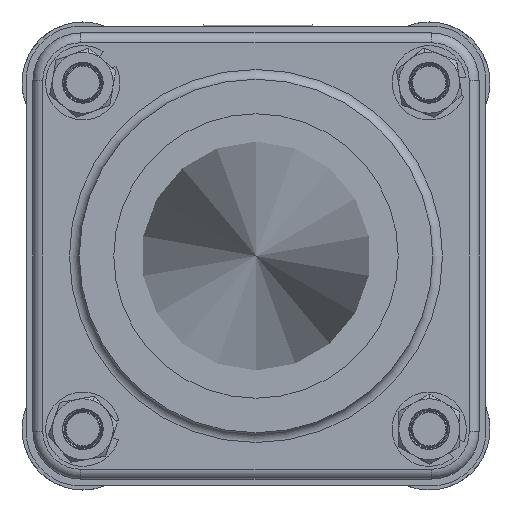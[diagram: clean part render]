
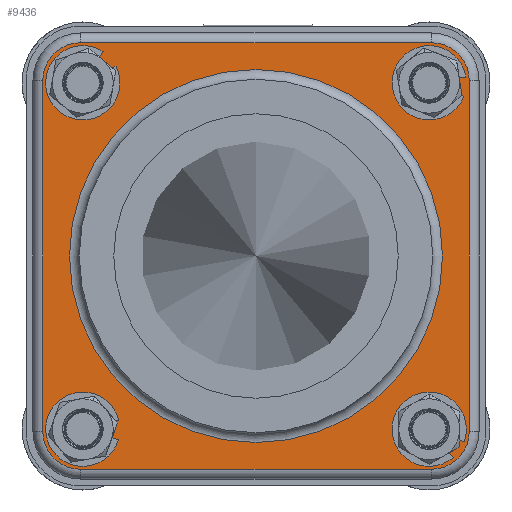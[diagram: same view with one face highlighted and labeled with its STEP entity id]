
A CAD part, front view. The second image highlights one B-rep face of the part: STEP entity #9436.
In plain terms, the highlighted face is planar.
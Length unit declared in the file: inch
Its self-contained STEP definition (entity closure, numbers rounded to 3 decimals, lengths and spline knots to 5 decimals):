
#193=FACE_BOUND('',#2061,.T.);
#194=FACE_BOUND('',#2062,.T.);
#195=FACE_BOUND('',#2063,.T.);
#196=FACE_BOUND('',#2064,.T.);
#197=FACE_BOUND('',#2065,.T.);
#466=PLANE('',#10382);
#931=CIRCLE('',#10380,1.725);
#932=CIRCLE('',#10381,1.725);
#933=CIRCLE('',#10383,0.35);
#934=CIRCLE('',#10384,0.35);
#935=CIRCLE('',#10385,0.35);
#936=CIRCLE('',#10386,0.35);
#937=CIRCLE('',#10387,0.219);
#938=CIRCLE('',#10388,0.219);
#939=CIRCLE('',#10389,0.219);
#940=CIRCLE('',#10390,0.219);
#1466=FACE_OUTER_BOUND('',#2060,.T.);
#2060=EDGE_LOOP('',(#7893,#7894,#7895,#7896,#7897,#7898,#7899,#7900));
#2061=EDGE_LOOP('',(#7901));
#2062=EDGE_LOOP('',(#7902));
#2063=EDGE_LOOP('',(#7903));
#2064=EDGE_LOOP('',(#7904));
#2065=EDGE_LOOP('',(#7905,#7906));
#3013=LINE('',#20608,#3620);
#3014=LINE('',#20612,#3621);
#3015=LINE('',#20616,#3622);
#3016=LINE('',#20620,#3623);
#3620=VECTOR('',#12264,0.3937);
#3621=VECTOR('',#12267,0.3937);
#3622=VECTOR('',#12270,0.3937);
#3623=VECTOR('',#12273,0.3937);
#4425=VERTEX_POINT('',#20600);
#4426=VERTEX_POINT('',#20602);
#4427=VERTEX_POINT('',#20606);
#4428=VERTEX_POINT('',#20607);
#4429=VERTEX_POINT('',#20609);
#4430=VERTEX_POINT('',#20611);
#4431=VERTEX_POINT('',#20613);
#4432=VERTEX_POINT('',#20615);
#4433=VERTEX_POINT('',#20617);
#4434=VERTEX_POINT('',#20619);
#4435=VERTEX_POINT('',#20622);
#4436=VERTEX_POINT('',#20624);
#4437=VERTEX_POINT('',#20626);
#4438=VERTEX_POINT('',#20628);
#5641=EDGE_CURVE('',#4425,#4426,#931,.T.);
#5642=EDGE_CURVE('',#4426,#4425,#932,.T.);
#5643=EDGE_CURVE('',#4427,#4428,#3013,.T.);
#5644=EDGE_CURVE('',#4429,#4427,#933,.T.);
#5645=EDGE_CURVE('',#4430,#4429,#3014,.T.);
#5646=EDGE_CURVE('',#4431,#4430,#934,.T.);
#5647=EDGE_CURVE('',#4432,#4431,#3015,.T.);
#5648=EDGE_CURVE('',#4433,#4432,#935,.T.);
#5649=EDGE_CURVE('',#4434,#4433,#3016,.T.);
#5650=EDGE_CURVE('',#4428,#4434,#936,.T.);
#5651=EDGE_CURVE('',#4435,#4435,#937,.T.);
#5652=EDGE_CURVE('',#4436,#4436,#938,.T.);
#5653=EDGE_CURVE('',#4437,#4437,#939,.T.);
#5654=EDGE_CURVE('',#4438,#4438,#940,.T.);
#7893=ORIENTED_EDGE('',*,*,#5643,.F.);
#7894=ORIENTED_EDGE('',*,*,#5644,.F.);
#7895=ORIENTED_EDGE('',*,*,#5645,.F.);
#7896=ORIENTED_EDGE('',*,*,#5646,.F.);
#7897=ORIENTED_EDGE('',*,*,#5647,.F.);
#7898=ORIENTED_EDGE('',*,*,#5648,.F.);
#7899=ORIENTED_EDGE('',*,*,#5649,.F.);
#7900=ORIENTED_EDGE('',*,*,#5650,.F.);
#7901=ORIENTED_EDGE('',*,*,#5651,.T.);
#7902=ORIENTED_EDGE('',*,*,#5652,.T.);
#7903=ORIENTED_EDGE('',*,*,#5653,.T.);
#7904=ORIENTED_EDGE('',*,*,#5654,.T.);
#7905=ORIENTED_EDGE('',*,*,#5642,.F.);
#7906=ORIENTED_EDGE('',*,*,#5641,.F.);
#9436=ADVANCED_FACE('',(#1466,#193,#194,#195,#196,#197),#466,.T.);
#10380=AXIS2_PLACEMENT_3D('',#20603,#12258,#12259);
#10381=AXIS2_PLACEMENT_3D('',#20604,#12260,#12261);
#10382=AXIS2_PLACEMENT_3D('',#20605,#12262,#12263);
#10383=AXIS2_PLACEMENT_3D('',#20610,#12265,#12266);
#10384=AXIS2_PLACEMENT_3D('',#20614,#12268,#12269);
#10385=AXIS2_PLACEMENT_3D('',#20618,#12271,#12272);
#10386=AXIS2_PLACEMENT_3D('',#20621,#12274,#12275);
#10387=AXIS2_PLACEMENT_3D('',#20623,#12276,#12277);
#10388=AXIS2_PLACEMENT_3D('',#20625,#12278,#12279);
#10389=AXIS2_PLACEMENT_3D('',#20627,#12280,#12281);
#10390=AXIS2_PLACEMENT_3D('',#20629,#12282,#12283);
#12258=DIRECTION('center_axis',(0.,1.,0.));
#12259=DIRECTION('ref_axis',(1.,0.,0.));
#12260=DIRECTION('center_axis',(0.,1.,0.));
#12261=DIRECTION('ref_axis',(1.,0.,0.));
#12262=DIRECTION('center_axis',(0.,1.,0.));
#12263=DIRECTION('ref_axis',(0.,0.,1.));
#12264=DIRECTION('',(0.,0.,-1.));
#12265=DIRECTION('center_axis',(0.,-1.,0.));
#12266=DIRECTION('ref_axis',(-0.707,0.,0.707));
#12267=DIRECTION('',(-1.,0.,0.));
#12268=DIRECTION('center_axis',(0.,-1.,0.));
#12269=DIRECTION('ref_axis',(0.707,0.,0.707));
#12270=DIRECTION('',(0.,0.,1.));
#12271=DIRECTION('center_axis',(0.,-1.,0.));
#12272=DIRECTION('ref_axis',(0.707,0.,-0.707));
#12273=DIRECTION('',(1.,0.,0.));
#12274=DIRECTION('center_axis',(0.,-1.,0.));
#12275=DIRECTION('ref_axis',(-0.707,0.,-0.707));
#12276=DIRECTION('center_axis',(0.,-1.,0.));
#12277=DIRECTION('ref_axis',(1.,0.,0.));
#12278=DIRECTION('center_axis',(0.,-1.,0.));
#12279=DIRECTION('ref_axis',(1.,0.,0.));
#12280=DIRECTION('center_axis',(0.,-1.,0.));
#12281=DIRECTION('ref_axis',(1.,0.,0.));
#12282=DIRECTION('center_axis',(0.,-1.,0.));
#12283=DIRECTION('ref_axis',(1.,0.,0.));
#20600=CARTESIAN_POINT('',(0.,0.72,1.725));
#20602=CARTESIAN_POINT('',(-1.725,0.72,0.));
#20603=CARTESIAN_POINT('Origin',(0.,0.72,0.));
#20604=CARTESIAN_POINT('Origin',(0.,0.72,0.));
#20605=CARTESIAN_POINT('Origin',(0.,0.72,0.));
#20606=CARTESIAN_POINT('',(-1.9725,0.72,1.6225));
#20607=CARTESIAN_POINT('',(-1.9725,0.72,-1.6225));
#20608=CARTESIAN_POINT('',(-1.9725,0.72,1.03125));
#20609=CARTESIAN_POINT('',(-1.6225,0.72,1.9725));
#20610=CARTESIAN_POINT('Origin',(-1.6225,0.72,1.6225));
#20611=CARTESIAN_POINT('',(1.6225,0.72,1.9725));
#20612=CARTESIAN_POINT('',(1.03125,0.72,1.9725));
#20613=CARTESIAN_POINT('',(1.9725,0.72,1.6225));
#20614=CARTESIAN_POINT('Origin',(1.6225,0.72,1.6225));
#20615=CARTESIAN_POINT('',(1.9725,0.72,-1.6225));
#20616=CARTESIAN_POINT('',(1.9725,0.72,-1.03125));
#20617=CARTESIAN_POINT('',(1.6225,0.72,-1.9725));
#20618=CARTESIAN_POINT('Origin',(1.6225,0.72,-1.6225));
#20619=CARTESIAN_POINT('',(-1.6225,0.72,-1.9725));
#20620=CARTESIAN_POINT('',(-1.03125,0.72,-1.9725));
#20621=CARTESIAN_POINT('Origin',(-1.6225,0.72,-1.6225));
#20622=CARTESIAN_POINT('',(1.38295,0.72,-1.60195));
#20623=CARTESIAN_POINT('Origin',(1.60195,0.72,-1.60195));
#20624=CARTESIAN_POINT('',(-1.82095,0.72,-1.60195));
#20625=CARTESIAN_POINT('Origin',(-1.60195,0.72,-1.60195));
#20626=CARTESIAN_POINT('',(-1.82095,0.72,1.60195));
#20627=CARTESIAN_POINT('Origin',(-1.60195,0.72,1.60195));
#20628=CARTESIAN_POINT('',(1.38295,0.72,1.60195));
#20629=CARTESIAN_POINT('Origin',(1.60195,0.72,1.60195));
